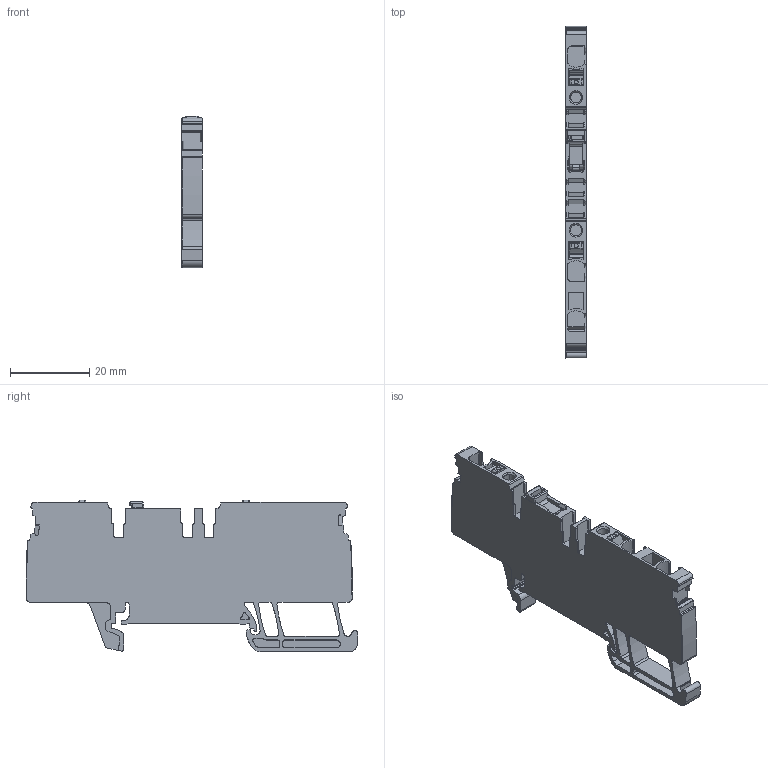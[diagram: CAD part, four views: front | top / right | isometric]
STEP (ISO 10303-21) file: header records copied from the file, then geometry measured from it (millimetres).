
FILE_DESCRIPTION(('CATIA V5R20 STEP214','CAx-IF Rec.Pracs.--- Model Styling and Organization---1.5--- 2016-08-15','CAx-IF Rec.Pracs.---Supplemental Geometry---1.0---2011-11-01','CAx-IF Rec.Pracs.--- Composite Materials ---1.1---2010-07-15'),'2;1');
FILE_NAME ('1925499-2_1', '2024-10-28T13:20:00+00:00', ('Weidmueller Interface'), ('Weidmueller'), 'CATIA Version 5-6 Release 2022 SP4 HF5', 'CATIA V5 STEP AP214 v3', 'none');
FILE_SCHEMA(('AUTOMOTIVE_DESIGN { 1 0 10303 214 1 1 1 1 }'));
Length unit declared in the file: millimetre
Products named in the file (1): 2974140000
Bounding box: 5.1 x 83.54 x 38.1 mm (x, y, z)
Volume: 10615.5 mm3; surface area: 7801 mm2
Topology: 1 solids, 1 shells, 889 faces, 2507 edges, 1622 vertices
Faces by surface type: cylinder 335, plane 334, extrusion 146, torus 27, bspline 24, cone 21, sphere 2
Entity records: 31319 total; most frequent: CARTESIAN_POINT 9515, ORIENTED_EDGE 5006, DIRECTION 3483, EDGE_CURVE 2503, VECTOR 1653, VERTEX_POINT 1622, LINE 1507, AXIS2_PLACEMENT_3D 1204
